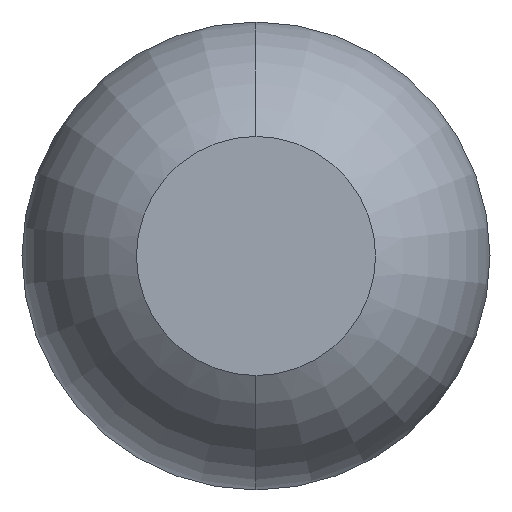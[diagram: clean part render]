
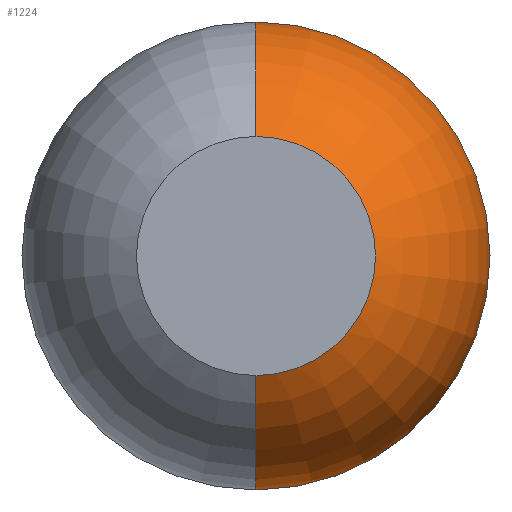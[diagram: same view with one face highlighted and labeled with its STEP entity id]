
A CAD part, front view. The second image highlights one B-rep face of the part: STEP entity #1224.
In plain terms, the highlighted toroidal (fillet/blend) face has major radius 0.035 mm and minor radius 0.65 mm.
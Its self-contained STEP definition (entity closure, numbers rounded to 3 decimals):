
#19 = VERTEX_POINT ( 'NONE', #2971 ) ;
#176 = AXIS2_PLACEMENT_3D ( 'NONE', #3509, #1745, #2518 ) ;
#228 = CIRCLE ( 'NONE', #1551, 0.685 ) ;
#229 = CIRCLE ( 'NONE', #1204, 0.65 ) ;
#240 = CARTESIAN_POINT ( 'NONE',  ( 0., -25., 0.35 ) ) ;
#265 = AXIS2_PLACEMENT_3D ( 'NONE', #4011, #984, #1973 ) ;
#348 = VERTEX_POINT ( 'NONE', #240 ) ;
#598 = DIRECTION ( 'NONE',  ( 0., -1., 0. ) ) ;
#726 = ORIENTED_EDGE ( 'NONE', *, *, #2384, .F. ) ;
#888 = CARTESIAN_POINT ( 'NONE',  ( 0., -24.431, -0.685 ) ) ;
#984 = DIRECTION ( 'NONE',  ( 0., -1., 0. ) ) ;
#1204 = AXIS2_PLACEMENT_3D ( 'NONE', #2819, #2082, #3463 ) ;
#1224 = ADVANCED_FACE ( 'Defeature ausgef�hrt1_4', ( #1290 ), #3880, .T. ) ;
#1266 = DIRECTION ( 'NONE',  ( 0., -1., 0. ) ) ;
#1290 = FACE_OUTER_BOUND ( 'NONE', #2800, .T. ) ;
#1359 = EDGE_CURVE ( 'NONE', #19, #348, #1673, .T. ) ;
#1551 = AXIS2_PLACEMENT_3D ( 'NONE', #1688, #598, #4038 ) ;
#1565 = EDGE_CURVE ( 'Defeature ausgef�hrt1_4+Defeature ausgef�hrt1_5+Defeature ausgef�hrt1_5+Defeature ausgef�hrt1_5', #3229, #19, #228, .T. ) ;
#1636 = CARTESIAN_POINT ( 'NONE',  ( 0., -24.431, 0. ) ) ;
#1669 = ORIENTED_EDGE ( 'NONE', *, *, #1988, .F. ) ;
#1673 = CIRCLE ( 'NONE', #176, 0.65 ) ;
#1688 = CARTESIAN_POINT ( 'NONE',  ( 0., -24.431, 0. ) ) ;
#1745 = DIRECTION ( 'NONE',  ( 1., 0., 0. ) ) ;
#1973 = DIRECTION ( 'NONE',  ( 0., 0., -1. ) ) ;
#1988 = EDGE_CURVE ( 'NONE', #3229, #3596, #229, .T. ) ;
#2082 = DIRECTION ( 'NONE',  ( -1., 0., 0. ) ) ;
#2320 = AXIS2_PLACEMENT_3D ( 'NONE', #1636, #1266, #3657 ) ;
#2384 = EDGE_CURVE ( 'Defeature ausgef�hrt1_15+Defeature ausgef�hrt1_4+Defeature ausgef�hrt1_4+Defeature ausgef�hrt1_4', #3596, #348, #3942, .T. ) ;
#2518 = DIRECTION ( 'NONE',  ( 0., 0., -1. ) ) ;
#2551 = ORIENTED_EDGE ( 'NONE', *, *, #1565, .T. ) ;
#2800 = EDGE_LOOP ( 'NONE', ( #2551, #4107, #726, #1669 ) ) ;
#2819 = CARTESIAN_POINT ( 'NONE',  ( 0., -24.431, -0.035 ) ) ;
#2903 = CARTESIAN_POINT ( 'NONE',  ( 0., -25., -0.35 ) ) ;
#2971 = CARTESIAN_POINT ( 'NONE',  ( 0., -24.431, 0.685 ) ) ;
#3229 = VERTEX_POINT ( 'NONE', #888 ) ;
#3463 = DIRECTION ( 'NONE',  ( 0., 0., 1. ) ) ;
#3509 = CARTESIAN_POINT ( 'NONE',  ( 0., -24.431, 0.035 ) ) ;
#3596 = VERTEX_POINT ( 'NONE', #2903 ) ;
#3657 = DIRECTION ( 'NONE',  ( 0., 0., -1. ) ) ;
#3880 = TOROIDAL_SURFACE ( 'NONE', #2320, 0.035, 0.65 ) ;
#3942 = CIRCLE ( 'NONE', #265, 0.35 ) ;
#4011 = CARTESIAN_POINT ( 'NONE',  ( 0., -25., 0. ) ) ;
#4038 = DIRECTION ( 'NONE',  ( 0., 0., -1. ) ) ;
#4107 = ORIENTED_EDGE ( 'NONE', *, *, #1359, .T. ) ;
